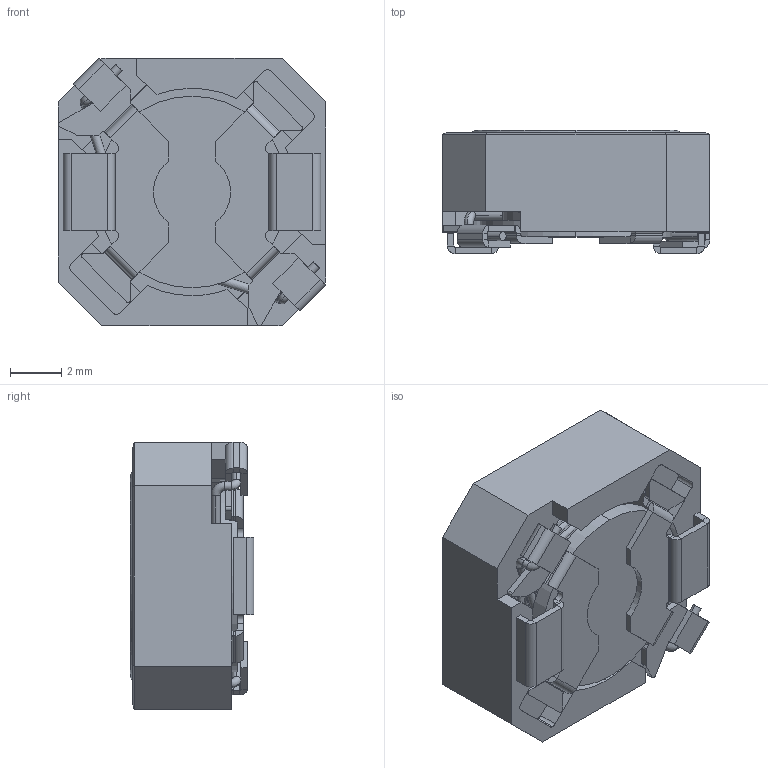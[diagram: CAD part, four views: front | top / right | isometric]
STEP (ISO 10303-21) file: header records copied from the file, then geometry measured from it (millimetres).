
FILE_DESCRIPTION (( 'STEP AP214' ), '1' );
FILE_NAME ('B82464G4104M000.STEP', '2022-03-04T04:43:31', ( '' ), ( '' ), 'SwSTEP 2.0', 'SolidWorks 2017', '' );
FILE_SCHEMA (( 'AUTOMOTIVE_DESIGN' ));
Length unit declared in the file: millimetre
Products named in the file (1): B82464G4104M000
Bounding box: 10.4 x 4.8 x 10.4 mm (x, y, z)
Volume: 315.8 mm3; surface area: 848.7 mm2
Topology: 4 solids, 4 shells, 320 faces, 773 edges, 466 vertices
Faces by surface type: plane 213, cylinder 95, torus 8, bspline 2, cone 2
Entity records: 10783 total; most frequent: CARTESIAN_POINT 3166, DIRECTION 1619, ORIENTED_EDGE 1546, EDGE_CURVE 773, AXIS2_PLACEMENT_3D 540, VECTOR 539, LINE 539, VERTEX_POINT 466
